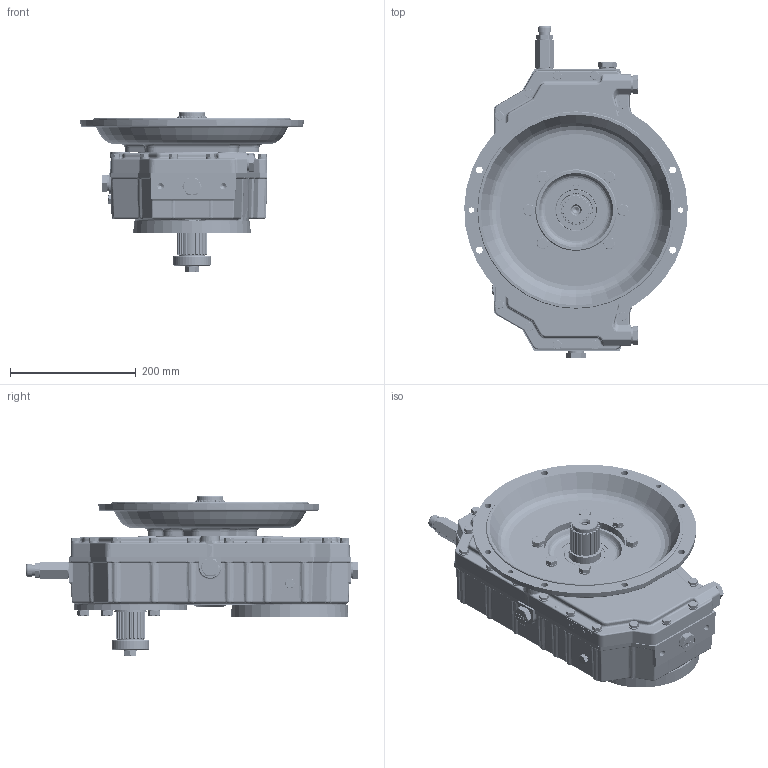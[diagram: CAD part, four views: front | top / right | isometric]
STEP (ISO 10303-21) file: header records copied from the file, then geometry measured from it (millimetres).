
FILE_DESCRIPTION (( 'STEP AP214' ), '1' );
FILE_NAME ('1029013M.STEP', '2018-03-20T10:15:28', ( 'utente' ), ( 'Hewlett-Packard Company' ), 'SwSTEP 2.0', 'SolidWorks 2015', '' );
FILE_SCHEMA (( 'AUTOMOTIVE_DESIGN' ));
Length unit declared in the file: millimetre
Products named in the file (12): IT2009093-installation; ITB00110000_rev01-installation; 1029013M; IT4588030_rev00-installation; IT2028016; ITam450-002_rev00-installation; IT1041071_rev00-installation; IT2021180_rev06-installation; IT4588040_rev00-installation; IT1041031_rev00-installation; IT1071139-installation; ITam216-001_rev01-installation
Assembly tree (14 placements, depth 2):
  1029013M
    ITB00110000_rev01-installation
    IT2009093-installation
    ITam216-001_rev01-installation
    IT1071139-installation
    IT1041031_rev00-installation
    IT4588040_rev00-installation  x4
    IT2021180_rev06-installation
    IT1041071_rev00-installation
    ITam450-002_rev00-installation
    IT2028016
    IT4588030_rev00-installation
Bounding box: 355.89 x 528.8 x 255.2 mm (x, y, z)
Volume: 7837092.8 mm3; surface area: 1867718 mm2
Topology: 37 solids, 112 shells, 5043 faces, 12296 edges, 7658 vertices
Faces by surface type: plane 2149, bspline 1190, cylinder 1104, cone 338, torus 252, sphere 10
Full cylindrical faces by diameter (mm): 2.5 x4, 4 x1, 8 x45, 8.5 x12, 8.8 x28, 9 x21, 9.9 x1, 10 x57, 10.2 x4, 10.5 x14, 11 x18, 12 x33, 12.2 x19, 13 x3, 13.766 x1, 14 x9, 16 x4, 16.2 x11, 17 x5, 17.3 x1, 17.6 x1, 18 x1, 18.5 x8, 19 x3, 19.3 x1, 20 x12, 20.5 x2, 21.3 x1, 23.7 x1, 25 x1
Entity records: 224255 total; most frequent: CARTESIAN_POINT 73793, ORIENTED_EDGE 20724, DIRECTION 18201, EDGE_CURVE 10363, VERTEX_POINT 6829, AXIS2_PLACEMENT_3D 6761, EDGE_LOOP 5892, FACE_OUTER_BOUND 5216
